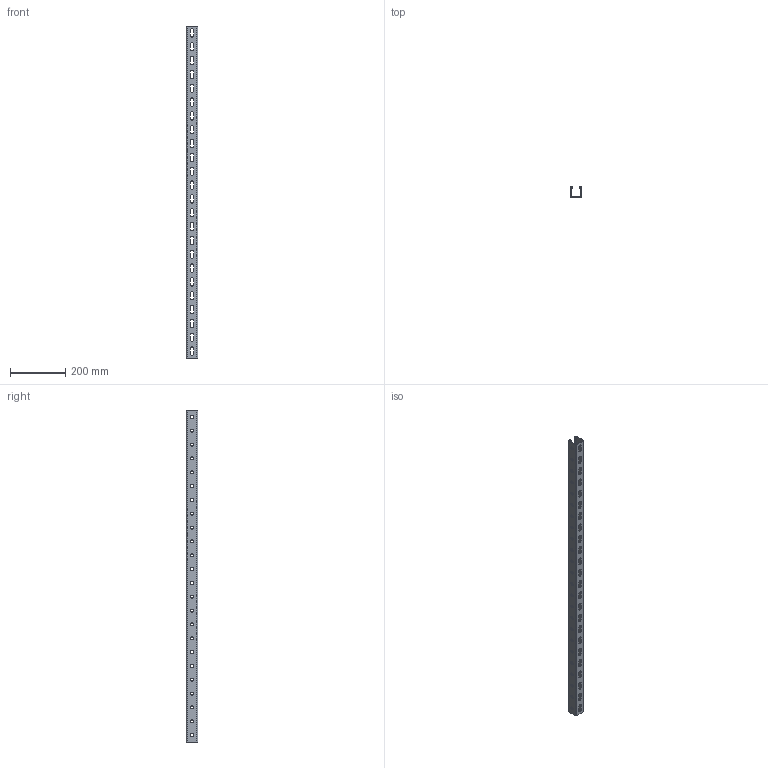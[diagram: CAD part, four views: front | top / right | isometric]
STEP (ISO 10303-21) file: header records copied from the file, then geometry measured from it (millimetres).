
FILE_DESCRIPTION (( 'STEP AP203' ), '1' );
FILE_NAME ('STRUT-镳铘桦黖h41-1200.step', '2022-01-25T05:22:05', ( '' ), ( '' ), 'SwSTEP 2.0', 'SolidWorks 2017', '' );
FILE_SCHEMA (( 'CONFIG_CONTROL_DESIGN' ));
Products named in the file (1): STRUT-镳铘桦黖h41-1200
Bounding box: 41 x 41 x 1200 mm (x, y, z)
Volume: 367298.4 mm3; surface area: 315474.6 mm2
Topology: 1 solids, 1 shells, 1936 faces, 5778 edges, 3844 vertices
Faces by surface type: plane 1786, cylinder 150
Entity records: 64295 total; most frequent: CARTESIAN_POINT 11559, ORIENTED_EDGE 11556, DIRECTION 9952, EDGE_CURVE 5778, LINE 5478, VECTOR 5478, VERTEX_POINT 3844, AXIS2_PLACEMENT_3D 2237
